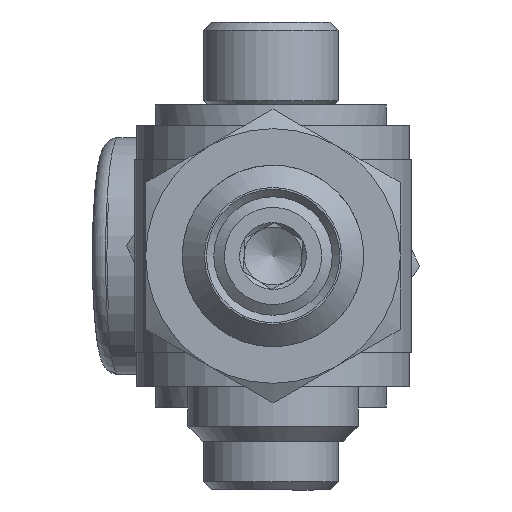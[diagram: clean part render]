
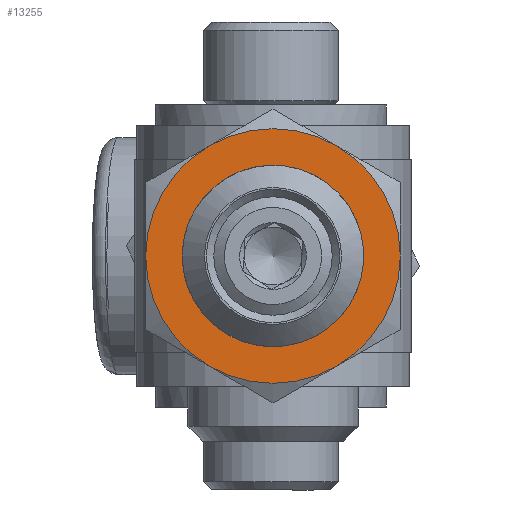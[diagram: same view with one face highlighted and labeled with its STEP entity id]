
A CAD part, left-side view. The second image highlights one B-rep face of the part: STEP entity #13255.
In plain terms, the highlighted planar face has unit normal (-1, 0, 0).
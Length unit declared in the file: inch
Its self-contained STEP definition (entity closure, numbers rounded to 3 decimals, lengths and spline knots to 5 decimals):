
#36 = CARTESIAN_POINT ( 'NONE',  ( 0.22, -0.08594, -0.14885 ) ) ;
#381 = ORIENTED_EDGE ( 'NONE', *, *, #19290, .T. ) ;
#412 = DIRECTION ( 'NONE',  ( 0., -1., 0. ) ) ;
#1209 = ORIENTED_EDGE ( 'NONE', *, *, #6695, .T. ) ;
#1268 = CARTESIAN_POINT ( 'NONE',  ( 0.22, 0., 0. ) ) ;
#1329 = CIRCLE ( 'NONE', #17632, 0.0925 ) ;
#1434 = VERTEX_POINT ( 'NONE', #14641 ) ;
#1470 = VERTEX_POINT ( 'NONE', #36 ) ;
#1529 = ORIENTED_EDGE ( 'NONE', *, *, #1554, .T. ) ;
#1554 = EDGE_CURVE ( 'NONE', #1470, #17168, #13726, .T. ) ;
#1797 = ORIENTED_EDGE ( 'NONE', *, *, #18357, .T. ) ;
#2071 = CARTESIAN_POINT ( 'NONE',  ( 0.22, 0., 0.03 ) ) ;
#2384 = CIRCLE ( 'NONE', #6813, 0.17188 ) ;
#2538 = CARTESIAN_POINT ( 'NONE',  ( 0.22, 0., -0.19846 ) ) ;
#3217 = VERTEX_POINT ( 'NONE', #9520 ) ;
#3546 = AXIS2_PLACEMENT_3D ( 'NONE', #11358, #20483, #14779 ) ;
#3656 = VERTEX_POINT ( 'NONE', #12585 ) ;
#3853 = DIRECTION ( 'NONE',  ( 0., 1., 0. ) ) ;
#4056 = ORIENTED_EDGE ( 'NONE', *, *, #6358, .T. ) ;
#4159 = CIRCLE ( 'NONE', #22074, 0.17188 ) ;
#4774 = VECTOR ( 'NONE', #22119, 39.37008 ) ;
#4979 = DIRECTION ( 'NONE',  ( 0., -0.866, 0.5 ) ) ;
#4986 = VECTOR ( 'NONE', #8935, 39.37008 ) ;
#5102 = AXIS2_PLACEMENT_3D ( 'NONE', #2538, #9773, #17186 ) ;
#5616 = EDGE_CURVE ( 'NONE', #17168, #8060, #17032, .T. ) ;
#5628 = DIRECTION ( 'NONE',  ( 0., -0.866, 0.5 ) ) ;
#5838 = CARTESIAN_POINT ( 'NONE',  ( 0.22, 0., -0.03 ) ) ;
#6029 = EDGE_CURVE ( 'NONE', #3217, #1434, #2384, .T. ) ;
#6358 = EDGE_CURVE ( 'NONE', #13029, #23229, #22118, .T. ) ;
#6416 = ORIENTED_EDGE ( 'NONE', *, *, #11187, .T. ) ;
#6497 = VERTEX_POINT ( 'NONE', #15528 ) ;
#6695 = EDGE_CURVE ( 'NONE', #7428, #6832, #18674, .T. ) ;
#6713 = CARTESIAN_POINT ( 'NONE',  ( 0.22, 0., 0. ) ) ;
#6813 = AXIS2_PLACEMENT_3D ( 'NONE', #1268, #10597, #4979 ) ;
#6832 = VERTEX_POINT ( 'NONE', #7682 ) ;
#6955 = FACE_OUTER_BOUND ( 'NONE', #11447, .T. ) ;
#7342 = DIRECTION ( 'NONE',  ( 1., 0., 0. ) ) ;
#7428 = VERTEX_POINT ( 'NONE', #8121 ) ;
#7488 = DIRECTION ( 'NONE',  ( -1., 0., 0. ) ) ;
#7570 = CARTESIAN_POINT ( 'NONE',  ( 0.22, 0., 0. ) ) ;
#7607 = EDGE_LOOP ( 'NONE', ( #1797, #1209, #19044, #6416 ) ) ;
#7682 = CARTESIAN_POINT ( 'NONE',  ( 0.22, 0.0875, 0.03 ) ) ;
#8060 = VERTEX_POINT ( 'NONE', #17243 ) ;
#8121 = CARTESIAN_POINT ( 'NONE',  ( 0.22, 0.08485, 0.03 ) ) ;
#8241 = DIRECTION ( 'NONE',  ( 1., 0., 0. ) ) ;
#8322 = ORIENTED_EDGE ( 'NONE', *, *, #20679, .T. ) ;
#8404 = CARTESIAN_POINT ( 'NONE',  ( 0.22, 0., 0. ) ) ;
#8677 = ORIENTED_EDGE ( 'NONE', *, *, #9475, .T. ) ;
#8703 = CIRCLE ( 'NONE', #13870, 0.17188 ) ;
#8935 = DIRECTION ( 'NONE',  ( 0., 1., 0. ) ) ;
#9331 = LINE ( 'NONE', #5838, #4774 ) ;
#9460 = CIRCLE ( 'NONE', #12549, 0.17188 ) ;
#9475 = EDGE_CURVE ( 'NONE', #8060, #3217, #9460, .T. ) ;
#9520 = CARTESIAN_POINT ( 'NONE',  ( 0.22, 0.08594, 0.14885 ) ) ;
#9773 = DIRECTION ( 'NONE',  ( -1., 0., 0. ) ) ;
#10088 = DIRECTION ( 'NONE',  ( 0., -0.866, 0.5 ) ) ;
#10552 = CARTESIAN_POINT ( 'NONE',  ( 0.22, -0.0875, 0.03 ) ) ;
#10597 = DIRECTION ( 'NONE',  ( -1., 0., 0. ) ) ;
#10602 = CARTESIAN_POINT ( 'NONE',  ( 0.22, 0.08485, -0.03 ) ) ;
#10614 = DIRECTION ( 'NONE',  ( 0., -0.866, 0.5 ) ) ;
#10621 = ORIENTED_EDGE ( 'NONE', *, *, #11399, .T. ) ;
#11187 = EDGE_CURVE ( 'NONE', #16655, #16395, #12863, .T. ) ;
#11267 = CARTESIAN_POINT ( 'NONE',  ( 0.22, 0., 0. ) ) ;
#11358 = CARTESIAN_POINT ( 'NONE',  ( 0.22, 0., 0. ) ) ;
#11388 = DIRECTION ( 'NONE',  ( 0., 1., 0. ) ) ;
#11399 = EDGE_CURVE ( 'NONE', #6497, #18929, #1329, .T. ) ;
#11430 = AXIS2_PLACEMENT_3D ( 'NONE', #13231, #14893, #11388 ) ;
#11447 = EDGE_LOOP ( 'NONE', ( #12640, #8677, #20070, #8322, #13556, #1529 ) ) ;
#11513 = CARTESIAN_POINT ( 'NONE',  ( 0.22, -0.08485, -0.03 ) ) ;
#11718 = AXIS2_PLACEMENT_3D ( 'NONE', #21884, #7342, #12831 ) ;
#11826 = VERTEX_POINT ( 'NONE', #15529 ) ;
#11983 = CIRCLE ( 'NONE', #3546, 0.09 ) ;
#12300 = DIRECTION ( 'NONE',  ( -1., 0., 0. ) ) ;
#12549 = AXIS2_PLACEMENT_3D ( 'NONE', #6713, #19145, #10088 ) ;
#12585 = CARTESIAN_POINT ( 'NONE',  ( 0.22, -0.07101, 0.041 ) ) ;
#12640 = ORIENTED_EDGE ( 'NONE', *, *, #5616, .T. ) ;
#12831 = DIRECTION ( 'NONE',  ( 0., 1., 0. ) ) ;
#12863 = LINE ( 'NONE', #2071, #21958 ) ;
#13029 = VERTEX_POINT ( 'NONE', #10602 ) ;
#13058 = DIRECTION ( 'NONE',  ( 0., -0.866, 0.5 ) ) ;
#13204 = CARTESIAN_POINT ( 'NONE',  ( 0.22, -0.08485, 0.03 ) ) ;
#13231 = CARTESIAN_POINT ( 'NONE',  ( 0.22, 0., 0. ) ) ;
#13255 = ADVANCED_FACE ( 'NONE', ( #23224, #16686, #13571, #6955 ), #13464, .T. ) ;
#13458 = EDGE_CURVE ( 'NONE', #6832, #16655, #17258, .T. ) ;
#13464 = PLANE ( 'NONE',  #5102 ) ;
#13556 = ORIENTED_EDGE ( 'NONE', *, *, #19603, .T. ) ;
#13571 = FACE_BOUND ( 'NONE', #13607, .T. ) ;
#13607 = EDGE_LOOP ( 'NONE', ( #23200 ) ) ;
#13718 = DIRECTION ( 'NONE',  ( 0., -0.866, 0.5 ) ) ;
#13726 = CIRCLE ( 'NONE', #20832, 0.17188 ) ;
#13801 = CARTESIAN_POINT ( 'NONE',  ( 0.22, -0.17188, 0. ) ) ;
#13870 = AXIS2_PLACEMENT_3D ( 'NONE', #8404, #21343, #13718 ) ;
#14045 = DIRECTION ( 'NONE',  ( 0., 1., 0. ) ) ;
#14641 = CARTESIAN_POINT ( 'NONE',  ( 0.22, 0.17188, 0. ) ) ;
#14779 = DIRECTION ( 'NONE',  ( 0., 1., 0. ) ) ;
#14893 = DIRECTION ( 'NONE',  ( -1., 0., 0. ) ) ;
#15079 = ORIENTED_EDGE ( 'NONE', *, *, #15201, .T. ) ;
#15201 = EDGE_CURVE ( 'NONE', #18929, #13029, #20602, .T. ) ;
#15528 = CARTESIAN_POINT ( 'NONE',  ( 0.22, -0.0875, -0.03 ) ) ;
#15529 = CARTESIAN_POINT ( 'NONE',  ( 0.22, 0.08594, -0.14885 ) ) ;
#16395 = VERTEX_POINT ( 'NONE', #13204 ) ;
#16655 = VERTEX_POINT ( 'NONE', #10552 ) ;
#16686 = FACE_BOUND ( 'NONE', #19627, .T. ) ;
#17032 = CIRCLE ( 'NONE', #22086, 0.17188 ) ;
#17168 = VERTEX_POINT ( 'NONE', #13801 ) ;
#17186 = DIRECTION ( 'NONE',  ( 0., -0.866, 0.5 ) ) ;
#17187 = VECTOR ( 'NONE', #412, 39.37008 ) ;
#17243 = CARTESIAN_POINT ( 'NONE',  ( 0.22, -0.08594, 0.14885 ) ) ;
#17256 = CARTESIAN_POINT ( 'NONE',  ( 0.22, 0., 0. ) ) ;
#17258 = CIRCLE ( 'NONE', #11718, 0.0925 ) ;
#17632 = AXIS2_PLACEMENT_3D ( 'NONE', #19338, #8241, #14045 ) ;
#18086 = AXIS2_PLACEMENT_3D ( 'NONE', #23333, #12300, #10614 ) ;
#18357 = EDGE_CURVE ( 'NONE', #16395, #7428, #11983, .T. ) ;
#18674 = LINE ( 'NONE', #19470, #4986 ) ;
#18701 = EDGE_CURVE ( 'NONE', #3656, #3656, #22196, .T. ) ;
#18929 = VERTEX_POINT ( 'NONE', #20377 ) ;
#19044 = ORIENTED_EDGE ( 'NONE', *, *, #13458, .T. ) ;
#19145 = DIRECTION ( 'NONE',  ( -1., 0., 0. ) ) ;
#19290 = EDGE_CURVE ( 'NONE', #23229, #6497, #9331, .T. ) ;
#19338 = CARTESIAN_POINT ( 'NONE',  ( 0.22, 0., 0. ) ) ;
#19470 = CARTESIAN_POINT ( 'NONE',  ( 0.22, 0., 0.03 ) ) ;
#19603 = EDGE_CURVE ( 'NONE', #11826, #1470, #4159, .T. ) ;
#19627 = EDGE_LOOP ( 'NONE', ( #4056, #381, #10621, #15079 ) ) ;
#20070 = ORIENTED_EDGE ( 'NONE', *, *, #6029, .T. ) ;
#20377 = CARTESIAN_POINT ( 'NONE',  ( 0.22, 0.0875, -0.03 ) ) ;
#20387 = DIRECTION ( 'NONE',  ( -1., 0., 0. ) ) ;
#20483 = DIRECTION ( 'NONE',  ( -1., 0., 0. ) ) ;
#20602 = LINE ( 'NONE', #22336, #17187 ) ;
#20679 = EDGE_CURVE ( 'NONE', #1434, #11826, #8703, .T. ) ;
#20832 = AXIS2_PLACEMENT_3D ( 'NONE', #7570, #7488, #13058 ) ;
#21151 = DIRECTION ( 'NONE',  ( -1., 0., 0. ) ) ;
#21343 = DIRECTION ( 'NONE',  ( -1., 0., 0. ) ) ;
#21884 = CARTESIAN_POINT ( 'NONE',  ( 0.22, 0., 0. ) ) ;
#21958 = VECTOR ( 'NONE', #3853, 39.37008 ) ;
#22074 = AXIS2_PLACEMENT_3D ( 'NONE', #17256, #21151, #22900 ) ;
#22086 = AXIS2_PLACEMENT_3D ( 'NONE', #11267, #20387, #5628 ) ;
#22118 = CIRCLE ( 'NONE', #11430, 0.09 ) ;
#22119 = DIRECTION ( 'NONE',  ( 0., -1., 0. ) ) ;
#22196 = CIRCLE ( 'NONE', #18086, 0.082 ) ;
#22336 = CARTESIAN_POINT ( 'NONE',  ( 0.22, 0., -0.03 ) ) ;
#22900 = DIRECTION ( 'NONE',  ( 0., -0.866, 0.5 ) ) ;
#23200 = ORIENTED_EDGE ( 'NONE', *, *, #18701, .F. ) ;
#23224 = FACE_BOUND ( 'NONE', #7607, .T. ) ;
#23229 = VERTEX_POINT ( 'NONE', #11513 ) ;
#23333 = CARTESIAN_POINT ( 'NONE',  ( 0.22, 0., 0. ) ) ;
